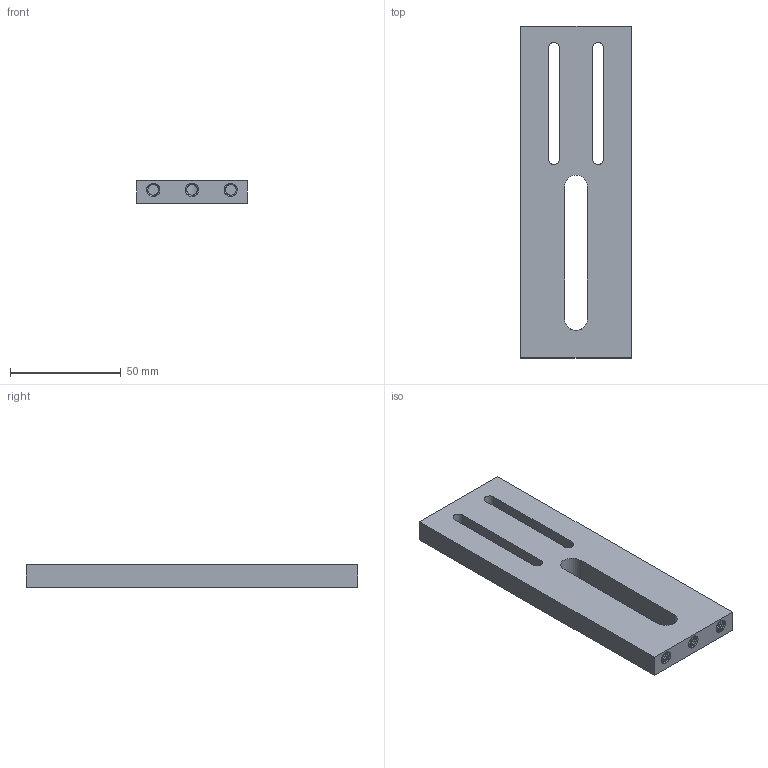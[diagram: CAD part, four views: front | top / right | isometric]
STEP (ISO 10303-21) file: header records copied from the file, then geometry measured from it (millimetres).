
FILE_DESCRIPTION (( 'STEP AP214' ), '1' );
FILE_NAME ('base support piston.STEP', '2020-01-23T10:39:05', ( '' ), ( '' ), 'SwSTEP 2.0', 'SolidWorks 2017', '' );
FILE_SCHEMA (( 'AUTOMOTIVE_DESIGN' ));
Length unit declared in the file: millimetre
Products named in the file (1): base support piston
Bounding box: 50 x 150 x 10 mm (x, y, z)
Volume: 57709.6 mm3; surface area: 21766.1 mm2
Topology: 1 solids, 1 shells, 137 faces, 387 edges, 256 vertices
Faces by surface type: cylinder 104, plane 24, bspline 9
Entity records: 11597 total; most frequent: CARTESIAN_POINT 8580, ORIENTED_EDGE 774, DIRECTION 480, EDGE_CURVE 387, VERTEX_POINT 256, AXIS2_PLACEMENT_3D 160, LINE 160, VECTOR 160
